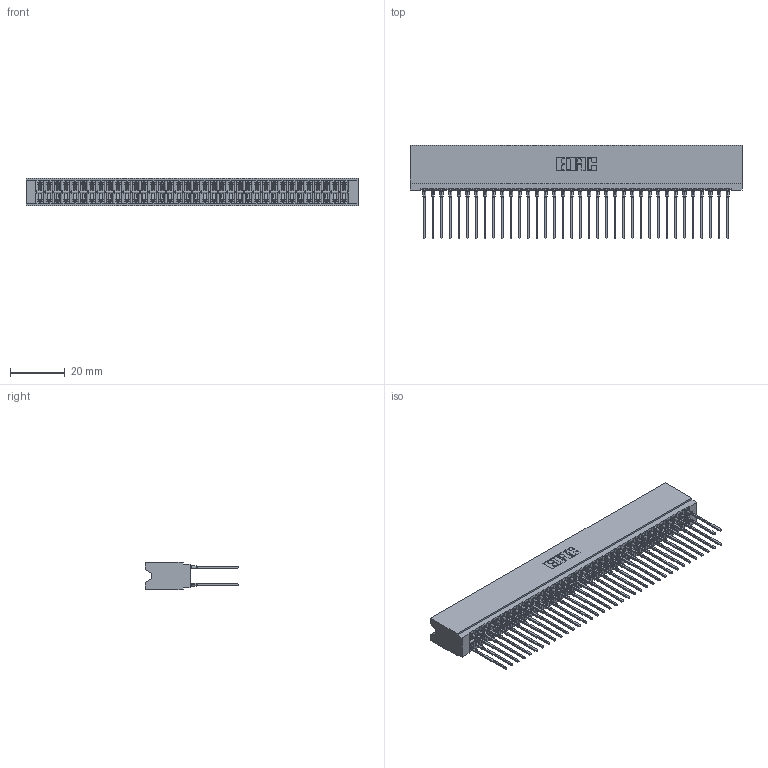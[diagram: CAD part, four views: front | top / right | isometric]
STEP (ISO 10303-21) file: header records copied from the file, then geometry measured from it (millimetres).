
FILE_DESCRIPTION (( 'STEP AP203' ), '1' );
FILE_NAME ('746-072-553-606.STEP', '2026-03-04T15:24:49', ( '' ), ( '' ), 'SwSTEP 2.0', 'SolidWorks 2023', '' );
FILE_SCHEMA (( 'CONFIG_CONTROL_DESIGN' ));
Length unit declared in the file: millimetre
Products named in the file (3): 746 Part_.340 Slot Depth - 06; 746-072-553-606; 746-292-001_553
Assembly tree (73 placements, depth 2):
  746-072-553-606
    746 Part_.340 Slot Depth - 06
    746-292-001_553  x72
Bounding box: 121.54 x 34.2 x 9.91 mm (x, y, z)
Volume: 14312 mm3; surface area: 22387 mm2
Topology: 73 solids, 73 shells, 6542 faces, 17977 edges, 11443 vertices
Faces by surface type: plane 3368, bspline 1440, cylinder 1302, torus 432
Entity records: 56417 total; most frequent: CARTESIAN_POINT 11268, ORIENTED_EDGE 9684, DIRECTION 8096, EDGE_CURVE 4842, VECTOR 4298, LINE 4298, VERTEX_POINT 3207, AXIS2_PLACEMENT_3D 1899
